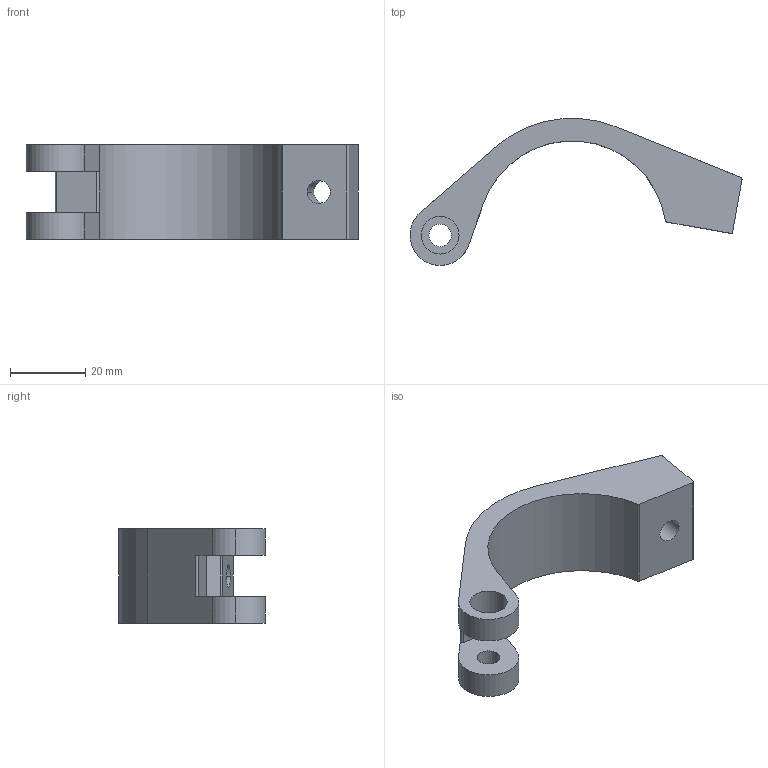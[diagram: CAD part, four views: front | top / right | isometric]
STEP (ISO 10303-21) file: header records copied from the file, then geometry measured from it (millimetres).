
FILE_DESCRIPTION (( 'STEP AP203' ), '1' );
FILE_NAME ('pince demi-guidon gauche.STEP', '2019-08-12T14:16:34', ( 'Utilisateur' ), ( 'Néant' ), 'SwSTEP 2.0', 'SolidWorks 2018', '' );
FILE_SCHEMA (( 'CONFIG_CONTROL_DESIGN' ));
Length unit declared in the file: millimetre
Products named in the file (1): pince demi-guidon gauche
Bounding box: 88.02 x 38.9 x 25 mm (x, y, z)
Volume: 21068.7 mm3; surface area: 8646.6 mm2
Topology: 1 solids, 1 shells, 30 faces, 81 edges, 54 vertices
Faces by surface type: cylinder 19, plane 11
Entity records: 1050 total; most frequent: DIRECTION 177, CARTESIAN_POINT 172, ORIENTED_EDGE 162, EDGE_CURVE 81, AXIS2_PLACEMENT_3D 67, VERTEX_POINT 54, VECTOR 43, LINE 43
